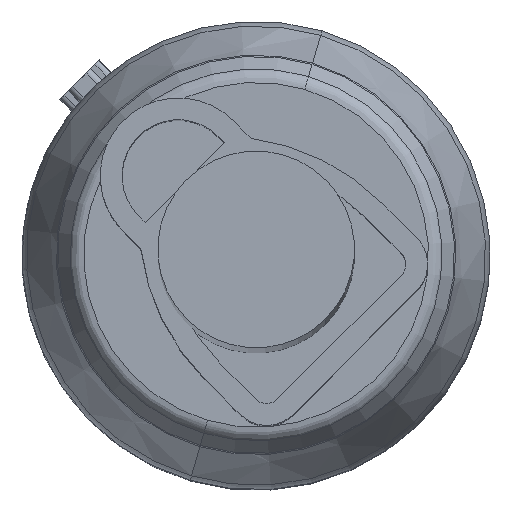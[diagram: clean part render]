
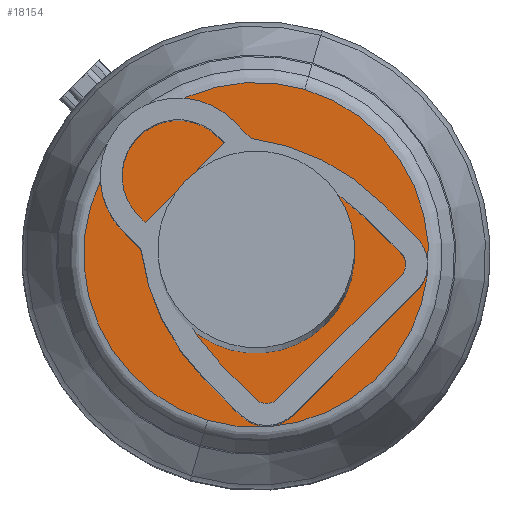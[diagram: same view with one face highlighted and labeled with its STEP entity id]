
A CAD part, top view. The second image highlights one B-rep face of the part: STEP entity #18154.
In plain terms, the highlighted planar face has unit normal (0, 0, 1).
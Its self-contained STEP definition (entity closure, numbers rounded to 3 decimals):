
#18109=AXIS2_PLACEMENT_3D('Circle Axis2P3D',#18107,#18108,$) ;
#18135=AXIS2_PLACEMENT_3D('Circle Axis2P3D',#18133,#18134,$) ;
#18148=AXIS2_PLACEMENT_3D('Plane Axis2P3D',#18145,#18146,#18147) ;
#18107=CARTESIAN_POINT('Axis2P3D Location',(7.5,7.5,44.)) ;
#18111=CARTESIAN_POINT('Vertex',(5.945,2.201,44.)) ;
#18113=CARTESIAN_POINT('Vertex',(9.055,12.799,44.)) ;
#18133=CARTESIAN_POINT('Axis2P3D Location',(7.5,7.5,44.)) ;
#18145=CARTESIAN_POINT('Axis2P3D Location',(11.405,11.405,44.)) ;
#18108=DIRECTION('Axis2P3D Direction',(0.,0.,1.)) ;
#18134=DIRECTION('Axis2P3D Direction',(0.,0.,1.)) ;
#18146=DIRECTION('Axis2P3D Direction',(0.,0.,1.)) ;
#18147=DIRECTION('Axis2P3D XDirection',(-0.707,0.707,0.)) ;
#18151=ORIENTED_EDGE('',*,*,#18137,.T.) ;
#18152=ORIENTED_EDGE('',*,*,#18115,.T.) ;
#18154=ADVANCED_FACE('48402_IE-C5XXXMSSXXX-E.1\\42259_SAIL_GF_SI_M12.1\\K\X2\00F6\X0\rper.2',(#18153),#18149,.T.) ;
#18110=CIRCLE('generated circle',#18109,5.523) ;
#18136=CIRCLE('generated circle',#18135,5.523) ;
#18115=EDGE_CURVE('',#18112,#18114,#18110,.T.) ;
#18137=EDGE_CURVE('',#18114,#18112,#18136,.T.) ;
#18150=EDGE_LOOP('',(#18151,#18152)) ;
#18153=FACE_OUTER_BOUND('',#18150,.T.) ;
#18149=PLANE('',#18148) ;
#18112=VERTEX_POINT('',#18111) ;
#18114=VERTEX_POINT('',#18113) ;
